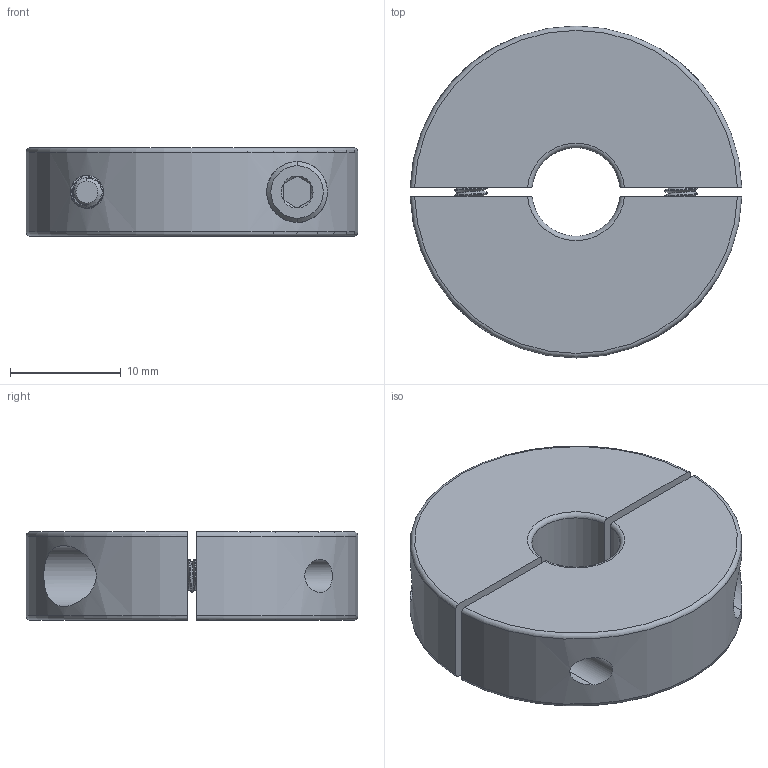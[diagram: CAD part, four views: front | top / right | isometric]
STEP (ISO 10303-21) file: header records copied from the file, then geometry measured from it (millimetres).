
FILE_DESCRIPTION (( 'STEP AP203' ), '1' );
FILE_NAME ('9731N46_Clamping Two-Piece Shaft Collar.STEP', '2021-09-14T01:20:08', ( 'Administrator' ), ( 'Managed by Terraform' ), 'SwSTEP 2.0', 'SolidWorks 2017', '' );
FILE_SCHEMA (( 'CONFIG_CONTROL_DESIGN' ));
Length unit declared in the file: millimetre
Products named in the file (1): 9731N46_Clamping Two-Piece Shaft Collar
Bounding box: 29.99 x 30 x 8 mm (x, y, z)
Volume: 4730.8 mm3; surface area: 3514.7 mm2
Topology: 4 solids, 4 shells, 172 faces, 450 edges, 292 vertices
Faces by surface type: cylinder 96, plane 34, cone 28, torus 8, bspline 6
Entity records: 10233 total; most frequent: CARTESIAN_POINT 6445, ORIENTED_EDGE 900, DIRECTION 650, EDGE_CURVE 450, VERTEX_POINT 292, AXIS2_PLACEMENT_3D 247, EDGE_LOOP 186, FACE_OUTER_BOUND 172
